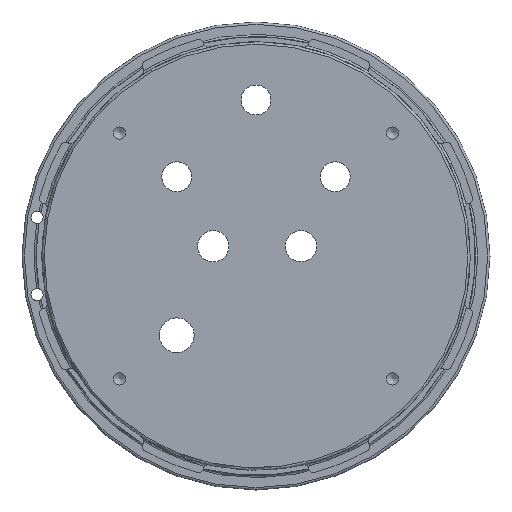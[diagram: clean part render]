
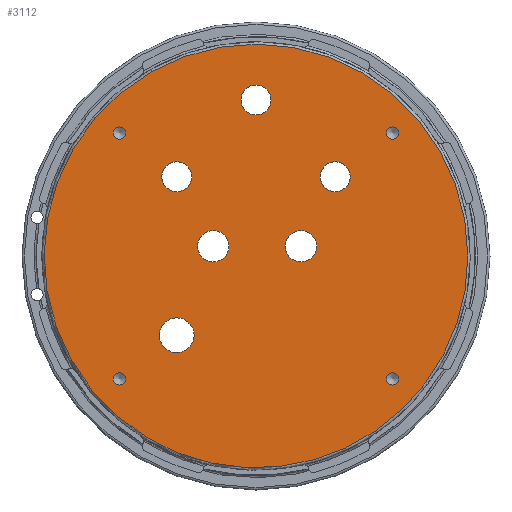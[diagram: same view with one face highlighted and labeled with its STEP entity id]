
A CAD part, front view. The second image highlights one B-rep face of the part: STEP entity #3112.
In plain terms, the highlighted planar face has unit normal (0, -1, 0).
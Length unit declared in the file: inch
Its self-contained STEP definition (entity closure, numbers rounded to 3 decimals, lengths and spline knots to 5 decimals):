
#614=FACE_BOUND('',#1023,.T.);
#615=FACE_BOUND('',#1024,.T.);
#616=FACE_BOUND('',#1025,.T.);
#617=FACE_BOUND('',#1026,.T.);
#618=FACE_BOUND('',#1027,.T.);
#619=FACE_BOUND('',#1028,.T.);
#620=FACE_BOUND('',#1029,.T.);
#621=FACE_BOUND('',#1030,.T.);
#622=FACE_BOUND('',#1031,.T.);
#623=FACE_BOUND('',#1032,.T.);
#624=FACE_BOUND('',#1033,.T.);
#1023=EDGE_LOOP('',(#2855));
#1024=EDGE_LOOP('',(#2856));
#1025=EDGE_LOOP('',(#2857));
#1026=EDGE_LOOP('',(#2858));
#1027=EDGE_LOOP('',(#2859));
#1028=EDGE_LOOP('',(#2860));
#1029=EDGE_LOOP('',(#2861));
#1030=EDGE_LOOP('',(#2862));
#1031=EDGE_LOOP('',(#2863));
#1032=EDGE_LOOP('',(#2864));
#1033=EDGE_LOOP('',(#2865));
#1043=CIRCLE('',#3128,0.20079);
#1047=CIRCLE('',#3135,0.20079);
#1051=CIRCLE('',#3142,0.1915);
#1055=CIRCLE('',#3149,0.1915);
#1059=CIRCLE('',#3156,0.223);
#1063=CIRCLE('',#3163,0.1915);
#1122=CIRCLE('',#3240,0.078);
#1124=CIRCLE('',#3244,0.078);
#1126=CIRCLE('',#3248,0.078);
#1128=CIRCLE('',#3252,0.078);
#1328=CIRCLE('',#3584,2.716);
#1333=VERTEX_POINT('',#4659);
#1337=VERTEX_POINT('',#4670);
#1341=VERTEX_POINT('',#4681);
#1345=VERTEX_POINT('',#4692);
#1349=VERTEX_POINT('',#4703);
#1353=VERTEX_POINT('',#4714);
#1448=VERTEX_POINT('',#4984);
#1450=VERTEX_POINT('',#4990);
#1452=VERTEX_POINT('',#4996);
#1454=VERTEX_POINT('',#5002);
#1617=VERTEX_POINT('',#5751);
#1621=EDGE_CURVE('',#1333,#1333,#1043,.T.);
#1625=EDGE_CURVE('',#1337,#1337,#1047,.T.);
#1629=EDGE_CURVE('',#1341,#1341,#1051,.T.);
#1633=EDGE_CURVE('',#1345,#1345,#1055,.T.);
#1637=EDGE_CURVE('',#1349,#1349,#1059,.T.);
#1641=EDGE_CURVE('',#1353,#1353,#1063,.T.);
#1744=EDGE_CURVE('',#1448,#1448,#1122,.T.);
#1746=EDGE_CURVE('',#1450,#1450,#1124,.T.);
#1748=EDGE_CURVE('',#1452,#1452,#1126,.T.);
#1750=EDGE_CURVE('',#1454,#1454,#1128,.T.);
#2039=EDGE_CURVE('',#1617,#1617,#1328,.T.);
#2855=ORIENTED_EDGE('',*,*,#1621,.T.);
#2856=ORIENTED_EDGE('',*,*,#1625,.T.);
#2857=ORIENTED_EDGE('',*,*,#1629,.T.);
#2858=ORIENTED_EDGE('',*,*,#1633,.T.);
#2859=ORIENTED_EDGE('',*,*,#1637,.T.);
#2860=ORIENTED_EDGE('',*,*,#1641,.T.);
#2861=ORIENTED_EDGE('',*,*,#1744,.T.);
#2862=ORIENTED_EDGE('',*,*,#1746,.T.);
#2863=ORIENTED_EDGE('',*,*,#1748,.T.);
#2864=ORIENTED_EDGE('',*,*,#1750,.T.);
#2865=ORIENTED_EDGE('',*,*,#2039,.F.);
#2936=PLANE('',#3585);
#3112=ADVANCED_FACE('',(#614,#615,#616,#617,#618,#619,#620,#621,#622,#623,
#624),#2936,.T.);
#3128=AXIS2_PLACEMENT_3D('',#4660,#3607,#3608);
#3135=AXIS2_PLACEMENT_3D('',#4671,#3621,#3622);
#3142=AXIS2_PLACEMENT_3D('',#4682,#3635,#3636);
#3149=AXIS2_PLACEMENT_3D('',#4693,#3649,#3650);
#3156=AXIS2_PLACEMENT_3D('',#4704,#3663,#3664);
#3163=AXIS2_PLACEMENT_3D('',#4715,#3677,#3678);
#3240=AXIS2_PLACEMENT_3D('',#4985,#3867,#3868);
#3244=AXIS2_PLACEMENT_3D('',#4991,#3875,#3876);
#3248=AXIS2_PLACEMENT_3D('',#4997,#3883,#3884);
#3252=AXIS2_PLACEMENT_3D('',#5003,#3891,#3892);
#3584=AXIS2_PLACEMENT_3D('',#5752,#4629,#4630);
#3585=AXIS2_PLACEMENT_3D('',#5753,#4631,#4632);
#3607=DIRECTION('center_axis',(0.,1.,0.));
#3608=DIRECTION('ref_axis',(1.,0.,0.));
#3621=DIRECTION('center_axis',(0.,1.,0.));
#3622=DIRECTION('ref_axis',(1.,0.,0.));
#3635=DIRECTION('center_axis',(0.,1.,0.));
#3636=DIRECTION('ref_axis',(1.,0.,0.));
#3649=DIRECTION('center_axis',(0.,1.,0.));
#3650=DIRECTION('ref_axis',(1.,0.,0.));
#3663=DIRECTION('center_axis',(0.,1.,0.));
#3664=DIRECTION('ref_axis',(1.,0.,0.));
#3677=DIRECTION('center_axis',(0.,1.,0.));
#3678=DIRECTION('ref_axis',(-1.,0.,0.));
#3867=DIRECTION('center_axis',(0.,1.,0.));
#3868=DIRECTION('ref_axis',(1.,0.,0.));
#3875=DIRECTION('center_axis',(0.,1.,0.));
#3876=DIRECTION('ref_axis',(1.,0.,0.));
#3883=DIRECTION('center_axis',(0.,1.,0.));
#3884=DIRECTION('ref_axis',(1.,0.,0.));
#3891=DIRECTION('center_axis',(0.,1.,0.));
#3892=DIRECTION('ref_axis',(1.,0.,0.));
#4629=DIRECTION('center_axis',(0.,1.,0.));
#4630=DIRECTION('ref_axis',(-1.,0.,0.));
#4631=DIRECTION('center_axis',(0.,-1.,0.));
#4632=DIRECTION('ref_axis',(0.,0.,-1.));
#4659=CARTESIAN_POINT('',(-0.74922,-0.6575,0.125));
#4660=CARTESIAN_POINT('Origin',(-0.54844,-0.6575,0.125));
#4670=CARTESIAN_POINT('',(0.37578,-0.6575,0.125));
#4671=CARTESIAN_POINT('Origin',(0.57656,-0.6575,0.125));
#4681=CARTESIAN_POINT('',(-1.20797,-0.6575,1.01647));
#4682=CARTESIAN_POINT('Origin',(-1.01647,-0.6575,1.01647));
#4692=CARTESIAN_POINT('',(0.82497,-0.6575,1.01647));
#4693=CARTESIAN_POINT('Origin',(1.01647,-0.6575,1.01647));
#4703=CARTESIAN_POINT('',(-1.23947,-0.6575,-1.01647));
#4704=CARTESIAN_POINT('Origin',(-1.01647,-0.6575,-1.01647));
#4714=CARTESIAN_POINT('',(0.1915,-0.6575,2.));
#4715=CARTESIAN_POINT('Origin',(0.,-0.6575,2.));
#4984=CARTESIAN_POINT('',(1.82903,-0.6575,-1.57664));
#4985=CARTESIAN_POINT('Origin',(1.75103,-0.6575,-1.57664));
#4990=CARTESIAN_POINT('',(-1.67303,-0.6575,1.57664));
#4991=CARTESIAN_POINT('Origin',(-1.75103,-0.6575,1.57664));
#4996=CARTESIAN_POINT('',(1.82903,-0.6575,1.57664));
#4997=CARTESIAN_POINT('Origin',(1.75103,-0.6575,1.57664));
#5002=CARTESIAN_POINT('',(-1.67303,-0.6575,-1.57664));
#5003=CARTESIAN_POINT('Origin',(-1.75103,-0.6575,-1.57664));
#5751=CARTESIAN_POINT('',(2.716,-0.6575,0.));
#5752=CARTESIAN_POINT('Origin',(0.,-0.6575,0.));
#5753=CARTESIAN_POINT('Origin',(2.5,-0.6575,0.));
